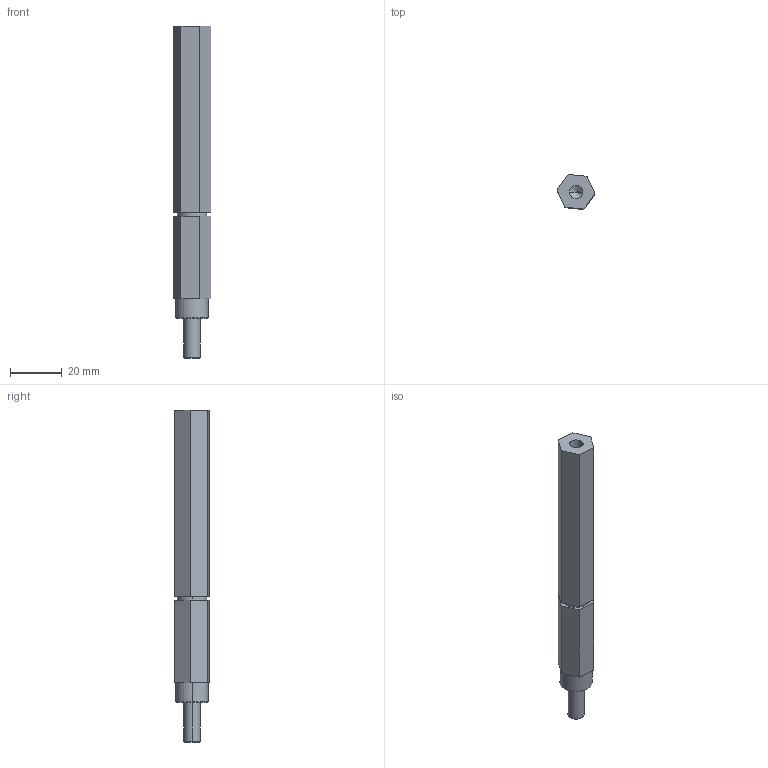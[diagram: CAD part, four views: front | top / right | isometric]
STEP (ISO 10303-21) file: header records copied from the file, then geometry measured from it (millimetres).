
FILE_DESCRIPTION (( 'STEP AP214' ), '1' );
FILE_NAME ('am-0520 Hex SS Wheel Shaft.STEP', '2014-08-20T21:05:13', ( '' ), ( '' ), 'SwSTEP 2.0', 'SolidWorks 2014', '' );
FILE_SCHEMA (( 'AUTOMOTIVE_DESIGN' ));
Length unit declared in the file: inch
Products named in the file (1): am-0520 Hex SS Wheel Shaft
Bounding box: 14.6 x 13.34 x 127.81 mm (x, y, z)
Volume: 15771.3 mm3; surface area: 5772.3 mm2
Topology: 1 solids, 1 shells, 32 faces, 72 edges, 45 vertices
Faces by surface type: plane 18, cylinder 8, cone 6
Entity records: 914 total; most frequent: DIRECTION 156, CARTESIAN_POINT 148, ORIENTED_EDGE 140, EDGE_CURVE 70, AXIS2_PLACEMENT_3D 53, VECTOR 50, LINE 50, VERTEX_POINT 45
